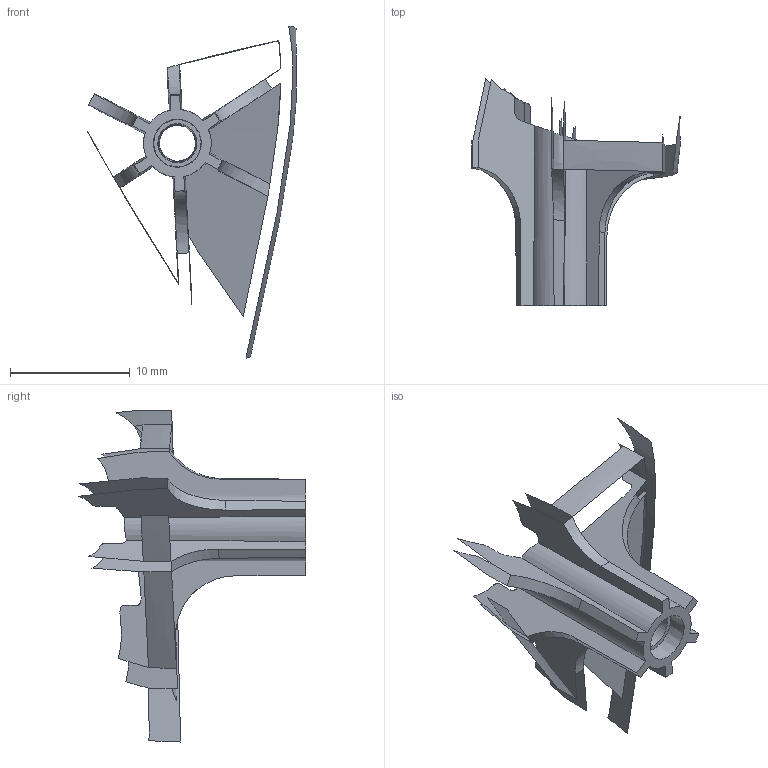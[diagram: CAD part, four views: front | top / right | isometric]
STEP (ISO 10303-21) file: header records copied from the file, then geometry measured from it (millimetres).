
FILE_DESCRIPTION(('Open CASCADE Model'),'2;1');
FILE_NAME('Open CASCADE Shape Model','2025-10-21T21:37:35',('Author'),( 'Open CASCADE'),'Open CASCADE STEP processor 7.7','Open CASCADE 7.7' ,'Unknown');
FILE_SCHEMA(('AUTOMOTIVE_DESIGN { 1 0 10303 214 1 1 1 1 }'));
Length unit declared in the file: millimetre
Products named in the file (44): Open CASCADE STEP translator 7.7 60; Open CASCADE STEP translator 7.7 60.1; Open CASCADE STEP translator 7.7 60.2; Open CASCADE STEP translator 7.7 60.3; Open CASCADE STEP translator 7.7 60.4; Open CASCADE STEP translator 7.7 60.5; Open CASCADE STEP translator 7.7 60.6; Open CASCADE STEP translator 7.7 60.7; Open CASCADE STEP translator 7.7 60.8; Open CASCADE STEP translator 7.7 60.9; Open CASCADE STEP translator 7.7 60.10; Open CASCADE STEP translator 7.7 60.11; Open CASCADE STEP translator 7.7 60.12; Open CASCADE STEP translator 7.7 60.13; Open CASCADE STEP translator 7.7 60.14; Open CASCADE STEP translator 7.7 60.15; Open CASCADE STEP translator 7.7 60.16; Open CASCADE STEP translator 7.7 60.17; Open CASCADE STEP translator 7.7 60.18; Open CASCADE STEP translator 7.7 60.19; Open CASCADE STEP translator 7.7 60.20; Open CASCADE STEP translator 7.7 60.21; Open CASCADE STEP translator 7.7 60.22; Open CASCADE STEP translator 7.7 60.23; Open CASCADE STEP translator 7.7 60.24; Open CASCADE STEP translator 7.7 60.25; Open CASCADE STEP translator 7.7 60.26; Open CASCADE STEP translator 7.7 60.27; Open CASCADE STEP translator 7.7 60.28; Open CASCADE STEP translator 7.7 60.29; Open CASCADE STEP translator 7.7 60.30; Open CASCADE STEP translator 7.7 60.31; Open CASCADE STEP translator 7.7 60.32; Open CASCADE STEP translator 7.7 60.33; Open CASCADE STEP translator 7.7 60.34; Open CASCADE STEP translator 7.7 60.35; Open CASCADE STEP translator 7.7 60.36; Open CASCADE STEP translator 7.7 60.37; Open CASCADE STEP translator 7.7 60.38; Open CASCADE STEP translator 7.7 60.39 ...
Assembly tree (43 placements, depth 2):
  Open CASCADE STEP translator 7.7 60
    Open CASCADE STEP translator 7.7 60.1
    Open CASCADE STEP translator 7.7 60.2
    Open CASCADE STEP translator 7.7 60.3
    Open CASCADE STEP translator 7.7 60.4
    Open CASCADE STEP translator 7.7 60.5
    Open CASCADE STEP translator 7.7 60.6
    Open CASCADE STEP translator 7.7 60.7
    Open CASCADE STEP translator 7.7 60.8
    Open CASCADE STEP translator 7.7 60.9
    Open CASCADE STEP translator 7.7 60.10
    Open CASCADE STEP translator 7.7 60.11
    Open CASCADE STEP translator 7.7 60.12
    Open CASCADE STEP translator 7.7 60.13
    Open CASCADE STEP translator 7.7 60.14
    Open CASCADE STEP translator 7.7 60.15
    Open CASCADE STEP translator 7.7 60.16
    Open CASCADE STEP translator 7.7 60.17
    Open CASCADE STEP translator 7.7 60.18
    Open CASCADE STEP translator 7.7 60.19
    Open CASCADE STEP translator 7.7 60.20
    Open CASCADE STEP translator 7.7 60.21
    Open CASCADE STEP translator 7.7 60.22
    Open CASCADE STEP translator 7.7 60.23
    Open CASCADE STEP translator 7.7 60.24
    Open CASCADE STEP translator 7.7 60.25
    Open CASCADE STEP translator 7.7 60.26
    Open CASCADE STEP translator 7.7 60.27
    Open CASCADE STEP translator 7.7 60.28
    Open CASCADE STEP translator 7.7 60.29
    Open CASCADE STEP translator 7.7 60.30
    Open CASCADE STEP translator 7.7 60.31
    Open CASCADE STEP translator 7.7 60.32
    Open CASCADE STEP translator 7.7 60.33
    Open CASCADE STEP translator 7.7 60.34
    Open CASCADE STEP translator 7.7 60.35
    Open CASCADE STEP translator 7.7 60.36
    Open CASCADE STEP translator 7.7 60.37
    Open CASCADE STEP translator 7.7 60.38
    Open CASCADE STEP translator 7.7 60.39
    Open CASCADE STEP translator 7.7 60.40
    Open CASCADE STEP translator 7.7 60.41
    Open CASCADE STEP translator 7.7 60.42
    Open CASCADE STEP translator 7.7 60.43
Bounding box: 17.5 x 19 x 27.77 mm (x, y, z)
Surface area: 1079.9 mm2 (no closed solid volume)
Topology: 0 solids, 43 shells, 43 faces, 283 edges, 280 vertices
Faces by surface type: plane 20, bspline 16, cylinder 6, cone 1
Entity records: 7691 total; most frequent: CARTESIAN_POINT 3911, DIRECTION 385, B_SPLINE_CURVE_WITH_KNOTS 358, ORIENTED_EDGE 286, PCURVE 286, DEFINITIONAL_REPRESENTATION 286, EDGE_CURVE 283, VERTEX_POINT 280
